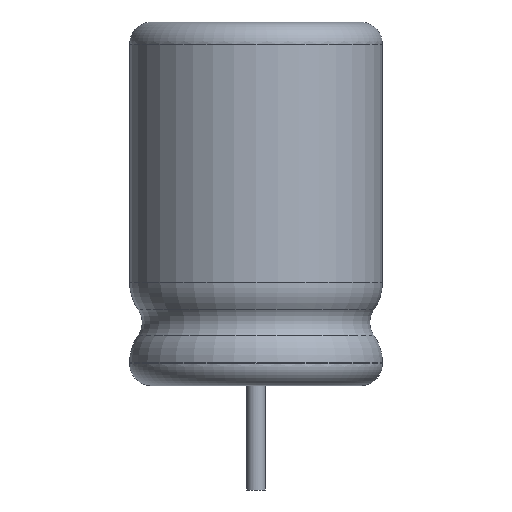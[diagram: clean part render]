
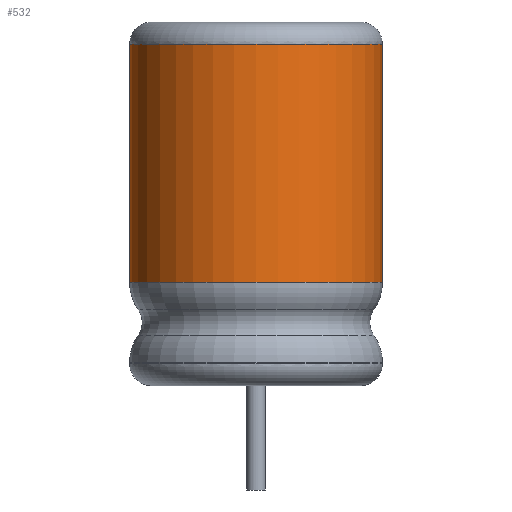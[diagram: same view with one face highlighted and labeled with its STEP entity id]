
A CAD part, left-side view. The second image highlights one B-rep face of the part: STEP entity #532.
In plain terms, the highlighted cylindrical face has radius 4 mm (diameter 8 mm), a full revolution.
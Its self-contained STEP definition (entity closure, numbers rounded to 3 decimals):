
#437=CARTESIAN_POINT('',(3.708,-1.5,10.8));
#438=VERTEX_POINT('',#437);
#439=CARTESIAN_POINT('',(3.708,-1.5,8.419));
#440=VERTEX_POINT('',#439);
#441=CARTESIAN_POINT('',(3.708,-1.5,11.5));
#442=DIRECTION('',(-0.0,-0.0,-1.0));
#443=VECTOR('',#442,1.0);
#444=LINE('',#441,#443);
#445=EDGE_CURVE('n� 419',#438,#440,#444,.T.);
#446=ORIENTED_EDGE('',*,*,#445,.F.);
#447=CARTESIAN_POINT('',(3.708,1.5,10.8));
#448=VERTEX_POINT('',#447);
#449=CARTESIAN_POINT('',(0.0,0.0,10.8));
#450=DIRECTION('',(-0.0,-0.0,-1.0));
#451=DIRECTION('',(1.0,0.0,-0.0));
#452=AXIS2_PLACEMENT_3D('',#449,#450,#451);
#453=CIRCLE('',#452,4.0);
#454=EDGE_CURVE('n� 106',#438,#448,#453,.T.);
#455=ORIENTED_EDGE('',*,*,#454,.T.);
#456=CARTESIAN_POINT('',(3.708,1.5,8.419));
#457=VERTEX_POINT('',#456);
#458=CARTESIAN_POINT('',(3.708,1.5,11.5));
#459=DIRECTION('',(0.0,0.0,1.0));
#460=VECTOR('',#459,1.0);
#461=LINE('',#458,#460);
#462=EDGE_CURVE('n� 439',#457,#448,#461,.T.);
#463=ORIENTED_EDGE('',*,*,#462,.F.);
#464=CARTESIAN_POINT('',(4.0,-0.0,6.919));
#465=VERTEX_POINT('',#464);
#466=CARTESIAN_POINT('',(0.0,0.0,6.919));
#467=DIRECTION('',(0.0,-0.707,0.707));
#468=DIRECTION('',(0.0,-0.707,-0.707));
#469=AXIS2_PLACEMENT_3D('',#466,#467,#468);
#470=ELLIPSE('',#469,5.657,4.0);
#471=EDGE_CURVE('n� 379',#465,#457,#470,.T.);
#472=ORIENTED_EDGE('',*,*,#471,.F.);
#473=CARTESIAN_POINT('',(0.0,0.0,6.919));
#474=DIRECTION('',(-0.0,0.707,0.707));
#475=DIRECTION('',(-0.0,0.707,-0.707));
#476=AXIS2_PLACEMENT_3D('',#473,#474,#475);
#477=ELLIPSE('',#476,5.657,4.0);
#478=EDGE_CURVE('n� 374',#440,#465,#477,.T.);
#479=ORIENTED_EDGE('',*,*,#478,.F.);
#480=EDGE_LOOP('',(#446,#455,#463,#472,#479));
#481=FACE_OUTER_BOUND('',#480,.T.);
#482=CARTESIAN_POINT('',(3.708,1.5,3.265));
#483=VERTEX_POINT('',#482);
#484=CARTESIAN_POINT('',(3.708,1.5,7.99));
#485=VERTEX_POINT('',#484);
#486=CARTESIAN_POINT('',(3.708,1.5,11.5));
#487=DIRECTION('',(-0.0,0.0,1.0));
#488=VECTOR('',#487,1.0);
#489=LINE('',#486,#488);
#490=EDGE_CURVE('n� 1184',#483,#485,#489,.T.);
#491=ORIENTED_EDGE('',*,*,#490,.F.);
#492=CARTESIAN_POINT('',(3.708,-1.5,3.265));
#493=VERTEX_POINT('',#492);
#494=CARTESIAN_POINT('',(0.0,0.0,3.265));
#495=DIRECTION('',(0.0,0.0,1.0));
#496=DIRECTION('',(-1.0,0.0,0.0));
#497=AXIS2_PLACEMENT_3D('',#494,#495,#496);
#498=CIRCLE('',#497,4.0);
#499=EDGE_CURVE('n� 1040',#483,#493,#498,.T.);
#500=ORIENTED_EDGE('',*,*,#499,.T.);
#501=CARTESIAN_POINT('',(3.708,-1.5,7.99));
#502=VERTEX_POINT('',#501);
#503=CARTESIAN_POINT('',(3.708,-1.5,11.5));
#504=DIRECTION('',(-0.0,-0.0,-1.0));
#505=VECTOR('',#504,1.0);
#506=LINE('',#503,#505);
#507=EDGE_CURVE('n� 1192',#502,#493,#506,.T.);
#508=ORIENTED_EDGE('',*,*,#507,.F.);
#509=CARTESIAN_POINT('',(4.0,0.0,6.49));
#510=VERTEX_POINT('',#509);
#511=CARTESIAN_POINT('',(0.0,0.0,6.49));
#512=DIRECTION('',(0.0,-0.707,-0.707));
#513=DIRECTION('',(-0.0,0.707,-0.707));
#514=AXIS2_PLACEMENT_3D('',#511,#512,#513);
#515=ELLIPSE('',#514,5.657,4.0);
#516=EDGE_CURVE('n� 1077',#510,#502,#515,.T.);
#517=ORIENTED_EDGE('',*,*,#516,.F.);
#518=CARTESIAN_POINT('',(0.0,0.0,6.49));
#519=DIRECTION('',(0.0,0.707,-0.707));
#520=DIRECTION('',(-0.0,-0.707,-0.707));
#521=AXIS2_PLACEMENT_3D('',#518,#519,#520);
#522=ELLIPSE('',#521,5.657,4.0);
#523=EDGE_CURVE('n� 1081',#485,#510,#522,.T.);
#524=ORIENTED_EDGE('',*,*,#523,.F.);
#525=EDGE_LOOP('',(#491,#500,#508,#517,#524));
#526=FACE_BOUND('',#525,.T.);
#527=CARTESIAN_POINT('',(0.0,0.0,11.5));
#528=DIRECTION('',(-0.0,-0.0,-1.0));
#529=DIRECTION('',(-1.0,0.0,0.0));
#530=AXIS2_PLACEMENT_3D('',#527,#528,#529);
#531=CYLINDRICAL_SURFACE('',#530,4.0);
#532=ADVANCED_FACE('n� 1086',(#481,#526),#531,.T.);
